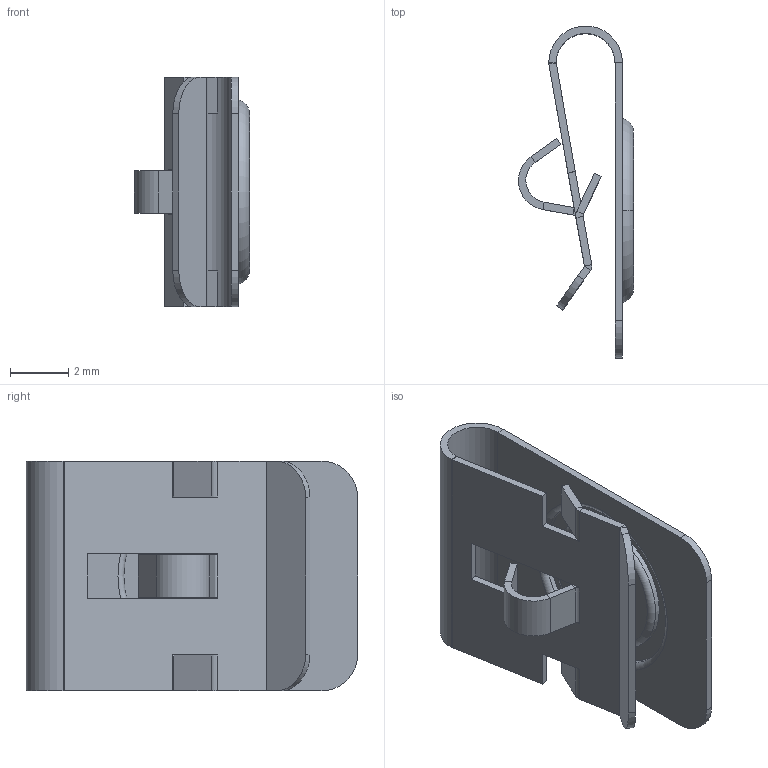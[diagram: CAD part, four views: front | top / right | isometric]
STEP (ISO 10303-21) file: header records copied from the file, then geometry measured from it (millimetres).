
FILE_DESCRIPTION (( 'STEP AP214' ), '1' );
FILE_NAME ('228_rev.G.STEP', '2012-08-14T14:58:02', ( 'Richard Maletta' ), ( '' ), 'SwSTEP 2.0', 'SolidWorks 2009', '' );
FILE_SCHEMA (( 'AUTOMOTIVE_DESIGN' ));
Length unit declared in the file: inch
Products named in the file (1): 228_rev.G
Bounding box: 3.96 x 11.43 x 7.92 mm (x, y, z)
Volume: 45.6 mm3; surface area: 394.1 mm2
Topology: 1 solids, 1 shells, 89 faces, 196 edges, 112 vertices
Faces by surface type: plane 63, cylinder 20, torus 6
Entity records: 2420 total; most frequent: DIRECTION 430, CARTESIAN_POINT 398, ORIENTED_EDGE 392, EDGE_CURVE 196, AXIS2_PLACEMENT_3D 144, VECTOR 142, LINE 142, VERTEX_POINT 112
